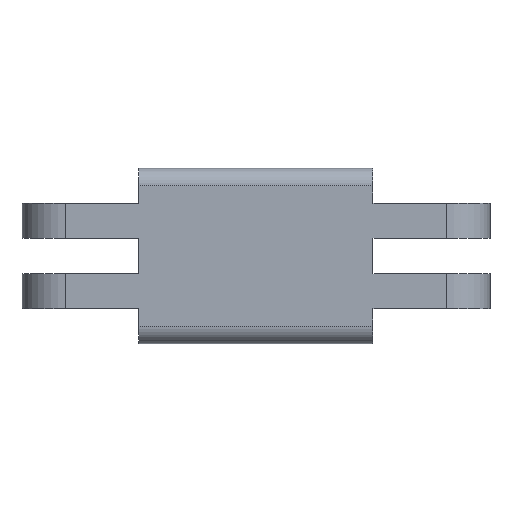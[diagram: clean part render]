
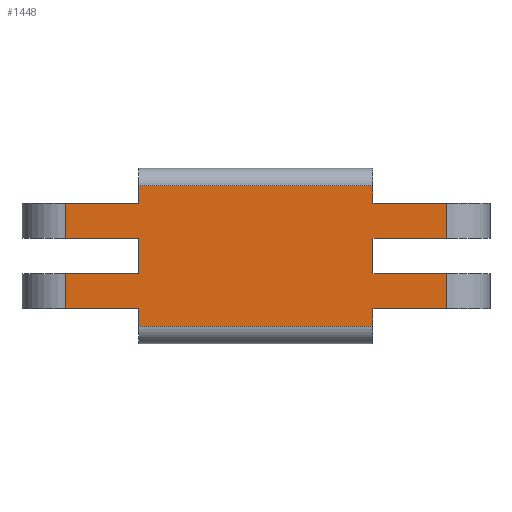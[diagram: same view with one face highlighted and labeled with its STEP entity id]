
A CAD part, left-side view. The second image highlights one B-rep face of the part: STEP entity #1448.
In plain terms, the highlighted planar face has unit normal (-1, 0, 0).
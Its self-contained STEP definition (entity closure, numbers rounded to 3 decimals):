
#2 = LINE ( 'NONE', #1338, #2001 ) ;
#10 = CARTESIAN_POINT ( 'NONE',  ( -7.5, 20., -3. ) ) ;
#27 = CARTESIAN_POINT ( 'NONE',  ( -7.5, -40., -3. ) ) ;
#29 = CARTESIAN_POINT ( 'NONE',  ( -7.5, -40., 9. ) ) ;
#30 = CARTESIAN_POINT ( 'NONE',  ( -7.5, 20., -9. ) ) ;
#44 = ORIENTED_EDGE ( 'NONE', *, *, #367, .T. ) ;
#67 = LINE ( 'NONE', #833, #1607 ) ;
#103 = CARTESIAN_POINT ( 'NONE',  ( -7.5, -40., -9. ) ) ;
#136 = EDGE_CURVE ( 'NONE', #2065, #1076, #1517, .T. ) ;
#160 = VECTOR ( 'NONE', #782, 1000. ) ;
#179 = EDGE_CURVE ( 'NONE', #1564, #1218, #1846, .T. ) ;
#192 = VECTOR ( 'NONE', #1947, 1000. ) ;
#216 = VERTEX_POINT ( 'NONE', #659 ) ;
#218 = CARTESIAN_POINT ( 'NONE',  ( -7.5, -20., 9. ) ) ;
#221 = PLANE ( 'NONE',  #665 ) ;
#232 = DIRECTION ( 'NONE',  ( 0., -1., 0. ) ) ;
#251 = ORIENTED_EDGE ( 'NONE', *, *, #136, .T. ) ;
#255 = CARTESIAN_POINT ( 'NONE',  ( -7.5, 20., 9. ) ) ;
#265 = LINE ( 'NONE', #1394, #192 ) ;
#301 = CARTESIAN_POINT ( 'NONE',  ( -7.5, -32.5, 3. ) ) ;
#310 = VECTOR ( 'NONE', #588, 1000. ) ;
#367 = EDGE_CURVE ( 'NONE', #440, #800, #1733, .T. ) ;
#370 = ORIENTED_EDGE ( 'NONE', *, *, #809, .T. ) ;
#389 = ORIENTED_EDGE ( 'NONE', *, *, #2375, .F. ) ;
#418 = CARTESIAN_POINT ( 'NONE',  ( -7.5, -20., 15. ) ) ;
#419 = LINE ( 'NONE', #1174, #1490 ) ;
#440 = VERTEX_POINT ( 'NONE', #1643 ) ;
#444 = VECTOR ( 'NONE', #796, 1000. ) ;
#463 = CARTESIAN_POINT ( 'NONE',  ( -7.5, -20., -12. ) ) ;
#509 = ORIENTED_EDGE ( 'NONE', *, *, #747, .T. ) ;
#566 = VERTEX_POINT ( 'NONE', #1310 ) ;
#588 = DIRECTION ( 'NONE',  ( 0., 1., 0. ) ) ;
#600 = CARTESIAN_POINT ( 'NONE',  ( -7.5, 20., 15. ) ) ;
#610 = EDGE_CURVE ( 'NONE', #2317, #1198, #1670, .T. ) ;
#618 = CARTESIAN_POINT ( 'NONE',  ( -7.5, 20., 15. ) ) ;
#619 = CARTESIAN_POINT ( 'NONE',  ( -7.5, 40., 3. ) ) ;
#626 = CARTESIAN_POINT ( 'NONE',  ( -7.5, -20., -9. ) ) ;
#630 = VECTOR ( 'NONE', #1336, 1000. ) ;
#659 = CARTESIAN_POINT ( 'NONE',  ( -7.5, -32.5, -9. ) ) ;
#665 = AXIS2_PLACEMENT_3D ( 'NONE', #600, #1349, #2053 ) ;
#684 = CARTESIAN_POINT ( 'NONE',  ( -7.5, -20., 12. ) ) ;
#687 = EDGE_CURVE ( 'NONE', #800, #2065, #805, .T. ) ;
#706 = EDGE_CURVE ( 'NONE', #566, #1727, #2307, .T. ) ;
#712 = CARTESIAN_POINT ( 'NONE',  ( -7.5, 32.5, -9. ) ) ;
#746 = DIRECTION ( 'NONE',  ( 0., 0., 1. ) ) ;
#747 = EDGE_CURVE ( 'NONE', #1198, #975, #2369, .T. ) ;
#753 = VERTEX_POINT ( 'NONE', #301 ) ;
#782 = DIRECTION ( 'NONE',  ( 0., 0., -1. ) ) ;
#796 = DIRECTION ( 'NONE',  ( 0., 1., 0. ) ) ;
#800 = VERTEX_POINT ( 'NONE', #218 ) ;
#801 = CARTESIAN_POINT ( 'NONE',  ( -7.5, 20., 12. ) ) ;
#805 = LINE ( 'NONE', #418, #1502 ) ;
#809 = EDGE_CURVE ( 'NONE', #1750, #1436, #1730, .T. ) ;
#833 = CARTESIAN_POINT ( 'NONE',  ( -7.5, 20., 15. ) ) ;
#863 = VECTOR ( 'NONE', #1435, 1000. ) ;
#872 = VECTOR ( 'NONE', #1629, 1000. ) ;
#886 = EDGE_CURVE ( 'NONE', #1514, #1564, #2239, .T. ) ;
#892 = CARTESIAN_POINT ( 'NONE',  ( -7.5, 20., -12. ) ) ;
#937 = VERTEX_POINT ( 'NONE', #2406 ) ;
#956 = LINE ( 'NONE', #967, #1177 ) ;
#962 = VECTOR ( 'NONE', #1175, 1000. ) ;
#967 = CARTESIAN_POINT ( 'NONE',  ( -7.5, -32.5, 15. ) ) ;
#968 = CARTESIAN_POINT ( 'NONE',  ( -7.5, -20., 15. ) ) ;
#975 = VERTEX_POINT ( 'NONE', #1364 ) ;
#989 = DIRECTION ( 'NONE',  ( 0., 0., 1. ) ) ;
#992 = DIRECTION ( 'NONE',  ( 0., -1., 0. ) ) ;
#993 = DIRECTION ( 'NONE',  ( 0., 1., 0. ) ) ;
#1036 = ORIENTED_EDGE ( 'NONE', *, *, #610, .T. ) ;
#1056 = CARTESIAN_POINT ( 'NONE',  ( -7.5, -32.5, -3. ) ) ;
#1059 = VECTOR ( 'NONE', #1279, 1000. ) ;
#1076 = VERTEX_POINT ( 'NONE', #801 ) ;
#1117 = DIRECTION ( 'NONE',  ( 0., 0., 1. ) ) ;
#1131 = ORIENTED_EDGE ( 'NONE', *, *, #687, .T. ) ;
#1141 = LINE ( 'NONE', #1722, #1327 ) ;
#1174 = CARTESIAN_POINT ( 'NONE',  ( -7.5, -40., 3. ) ) ;
#1175 = DIRECTION ( 'NONE',  ( 0., 1., 0. ) ) ;
#1177 = VECTOR ( 'NONE', #746, 1000. ) ;
#1198 = VERTEX_POINT ( 'NONE', #1230 ) ;
#1211 = LINE ( 'NONE', #1962, #2046 ) ;
#1218 = VERTEX_POINT ( 'NONE', #626 ) ;
#1230 = CARTESIAN_POINT ( 'NONE',  ( -7.5, 32.5, 3. ) ) ;
#1252 = LINE ( 'NONE', #2374, #863 ) ;
#1274 = VECTOR ( 'NONE', #992, 1000. ) ;
#1279 = DIRECTION ( 'NONE',  ( 0., 0., 1. ) ) ;
#1288 = LINE ( 'NONE', #2412, #1059 ) ;
#1310 = CARTESIAN_POINT ( 'NONE',  ( -7.5, 32.5, -3. ) ) ;
#1327 = VECTOR ( 'NONE', #2088, 1000. ) ;
#1336 = DIRECTION ( 'NONE',  ( 0., 0., 1. ) ) ;
#1338 = CARTESIAN_POINT ( 'NONE',  ( -7.5, -32.5, 9. ) ) ;
#1349 = DIRECTION ( 'NONE',  ( 1., 0., 0. ) ) ;
#1362 = EDGE_CURVE ( 'NONE', #753, #440, #2, .T. ) ;
#1364 = CARTESIAN_POINT ( 'NONE',  ( -7.5, 20., 3. ) ) ;
#1372 = CARTESIAN_POINT ( 'NONE',  ( -7.5, 20., -12. ) ) ;
#1373 = EDGE_CURVE ( 'NONE', #1727, #1412, #1141, .T. ) ;
#1394 = CARTESIAN_POINT ( 'NONE',  ( -7.5, 40., 9. ) ) ;
#1402 = ORIENTED_EDGE ( 'NONE', *, *, #1982, .F. ) ;
#1412 = VERTEX_POINT ( 'NONE', #30 ) ;
#1419 = ORIENTED_EDGE ( 'NONE', *, *, #1528, .F. ) ;
#1435 = DIRECTION ( 'NONE',  ( 0., 0., 1. ) ) ;
#1436 = VERTEX_POINT ( 'NONE', #1686 ) ;
#1448 = ADVANCED_FACE ( 'NONE', ( #2287 ), #221, .F. ) ;
#1455 = LINE ( 'NONE', #103, #872 ) ;
#1487 = ORIENTED_EDGE ( 'NONE', *, *, #1373, .T. ) ;
#1490 = VECTOR ( 'NONE', #993, 1000. ) ;
#1502 = VECTOR ( 'NONE', #1743, 1000. ) ;
#1514 = VERTEX_POINT ( 'NONE', #1372 ) ;
#1517 = LINE ( 'NONE', #2272, #310 ) ;
#1528 = EDGE_CURVE ( 'NONE', #1954, #1076, #67, .T. ) ;
#1564 = VERTEX_POINT ( 'NONE', #463 ) ;
#1607 = VECTOR ( 'NONE', #1796, 1000. ) ;
#1629 = DIRECTION ( 'NONE',  ( 0., 1., 0. ) ) ;
#1636 = EDGE_CURVE ( 'NONE', #1436, #937, #1252, .T. ) ;
#1643 = CARTESIAN_POINT ( 'NONE',  ( -7.5, -32.5, 9. ) ) ;
#1653 = EDGE_CURVE ( 'NONE', #2220, #975, #1288, .T. ) ;
#1670 = LINE ( 'NONE', #2085, #2137 ) ;
#1686 = CARTESIAN_POINT ( 'NONE',  ( -7.5, -20., -3. ) ) ;
#1712 = ORIENTED_EDGE ( 'NONE', *, *, #1850, .T. ) ;
#1722 = CARTESIAN_POINT ( 'NONE',  ( -7.5, 40., -9. ) ) ;
#1727 = VERTEX_POINT ( 'NONE', #712 ) ;
#1730 = LINE ( 'NONE', #27, #444 ) ;
#1733 = LINE ( 'NONE', #29, #962 ) ;
#1743 = DIRECTION ( 'NONE',  ( 0., 0., 1. ) ) ;
#1750 = VERTEX_POINT ( 'NONE', #1056 ) ;
#1766 = LINE ( 'NONE', #618, #2205 ) ;
#1796 = DIRECTION ( 'NONE',  ( 0., 0., 1. ) ) ;
#1840 = DIRECTION ( 'NONE',  ( 0., -1., 0. ) ) ;
#1846 = LINE ( 'NONE', #968, #630 ) ;
#1850 = EDGE_CURVE ( 'NONE', #216, #1750, #956, .T. ) ;
#1896 = ORIENTED_EDGE ( 'NONE', *, *, #2149, .F. ) ;
#1912 = CARTESIAN_POINT ( 'NONE',  ( -7.5, 32.5, 15. ) ) ;
#1945 = ORIENTED_EDGE ( 'NONE', *, *, #1636, .T. ) ;
#1946 = ORIENTED_EDGE ( 'NONE', *, *, #1653, .F. ) ;
#1947 = DIRECTION ( 'NONE',  ( 0., -1., 0. ) ) ;
#1954 = VERTEX_POINT ( 'NONE', #255 ) ;
#1960 = ORIENTED_EDGE ( 'NONE', *, *, #2344, .F. ) ;
#1962 = CARTESIAN_POINT ( 'NONE',  ( -7.5, 40., -3. ) ) ;
#1982 = EDGE_CURVE ( 'NONE', #566, #2220, #1211, .T. ) ;
#1983 = EDGE_LOOP ( 'NONE', ( #389, #2313, #2165, #1896, #1712, #370, #1945, #2068, #2044, #44, #1131, #251, #1419, #1960, #1036, #509, #1946, #1402, #2458, #1487 ) ) ;
#2001 = VECTOR ( 'NONE', #1117, 1000. ) ;
#2036 = DIRECTION ( 'NONE',  ( 0., 0., -1. ) ) ;
#2042 = EDGE_CURVE ( 'NONE', #753, #937, #419, .T. ) ;
#2044 = ORIENTED_EDGE ( 'NONE', *, *, #1362, .T. ) ;
#2046 = VECTOR ( 'NONE', #232, 1000. ) ;
#2053 = DIRECTION ( 'NONE',  ( 0., 0., -1. ) ) ;
#2065 = VERTEX_POINT ( 'NONE', #684 ) ;
#2068 = ORIENTED_EDGE ( 'NONE', *, *, #2042, .F. ) ;
#2085 = CARTESIAN_POINT ( 'NONE',  ( -7.5, 32.5, 3. ) ) ;
#2088 = DIRECTION ( 'NONE',  ( 0., -1., 0. ) ) ;
#2137 = VECTOR ( 'NONE', #2036, 1000. ) ;
#2149 = EDGE_CURVE ( 'NONE', #216, #1218, #1455, .T. ) ;
#2165 = ORIENTED_EDGE ( 'NONE', *, *, #179, .T. ) ;
#2205 = VECTOR ( 'NONE', #989, 1000. ) ;
#2220 = VERTEX_POINT ( 'NONE', #10 ) ;
#2239 = LINE ( 'NONE', #892, #2455 ) ;
#2245 = CARTESIAN_POINT ( 'NONE',  ( -7.5, 32.5, 9. ) ) ;
#2272 = CARTESIAN_POINT ( 'NONE',  ( -7.5, 20., 12. ) ) ;
#2287 = FACE_OUTER_BOUND ( 'NONE', #1983, .T. ) ;
#2307 = LINE ( 'NONE', #1912, #160 ) ;
#2313 = ORIENTED_EDGE ( 'NONE', *, *, #886, .T. ) ;
#2317 = VERTEX_POINT ( 'NONE', #2245 ) ;
#2344 = EDGE_CURVE ( 'NONE', #2317, #1954, #265, .T. ) ;
#2369 = LINE ( 'NONE', #619, #1274 ) ;
#2374 = CARTESIAN_POINT ( 'NONE',  ( -7.5, -20., 15. ) ) ;
#2375 = EDGE_CURVE ( 'NONE', #1514, #1412, #1766, .T. ) ;
#2406 = CARTESIAN_POINT ( 'NONE',  ( -7.5, -20., 3. ) ) ;
#2412 = CARTESIAN_POINT ( 'NONE',  ( -7.5, 20., 15. ) ) ;
#2455 = VECTOR ( 'NONE', #1840, 1000. ) ;
#2458 = ORIENTED_EDGE ( 'NONE', *, *, #706, .T. ) ;
